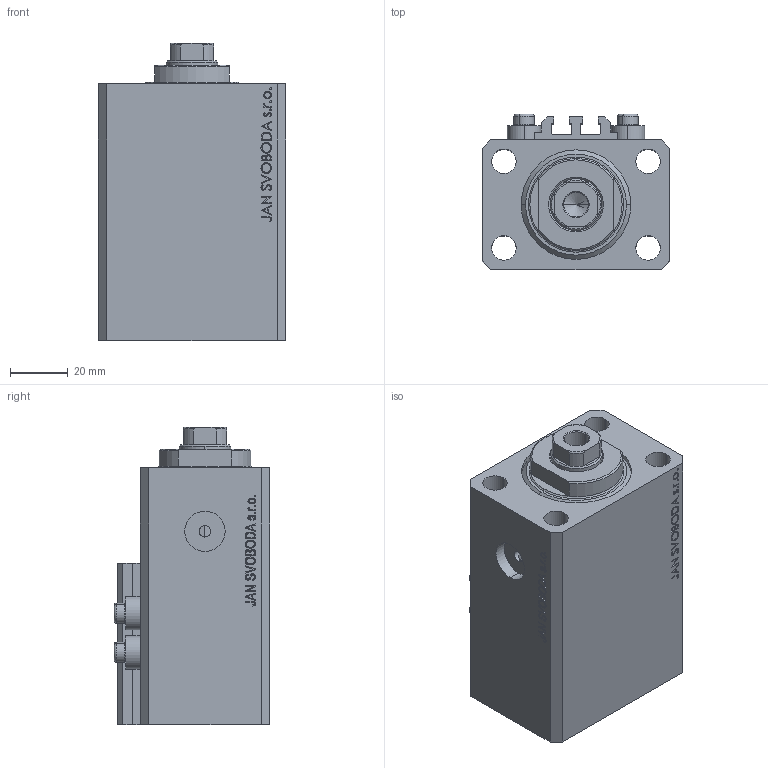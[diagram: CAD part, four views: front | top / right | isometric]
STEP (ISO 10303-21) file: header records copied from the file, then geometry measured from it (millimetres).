
FILE_DESCRIPTION (( 'STEP AP203' ), '1' );
FILE_NAME ('9723.STEP', '2024-01-19T09:07:14', ( '' ), ( '' ), 'SwSTEP 2.0', 'SolidWorks 2019', '' );
FILE_SCHEMA (( 'CONFIG_CONTROL_DESIGN' ));
Length unit declared in the file: millimetre
Products named in the file (5): V250CE_VC_C 6b39c9cad0726655198e560bdd833709; V250CE_C_VCP 6b39c9cad0726655198e560bdd833709; V250CE_C_Body 6b39c9cad0726655198e560bdd833709; 9723; ALLEN BOLT V250CE 6b39c9cad0726655198e560bdd833709
Assembly tree (7 placements, depth 2):
  9723
    V250CE_C_Body 6b39c9cad0726655198e560bdd833709
    ALLEN BOLT V250CE 6b39c9cad0726655198e560bdd833709  x4
    V250CE_C_VCP 6b39c9cad0726655198e560bdd833709
    V250CE_VC_C 6b39c9cad0726655198e560bdd833709
Bounding box: 65 x 54 x 103 mm (x, y, z)
Volume: 242317 mm3; surface area: 64367.8 mm2
Topology: 8 solids, 8 shells, 1037 faces, 2611 edges, 1707 vertices
Faces by surface type: plane 503, bspline 374, cylinder 88, cone 58, torus 14
Entity records: 47365 total; most frequent: CARTESIAN_POINT 25912, ORIENTED_EDGE 4912, DIRECTION 3052, EDGE_CURVE 2456, VERTEX_POINT 1623, VECTOR 1490, LINE 1490, EDGE_LOOP 1087
